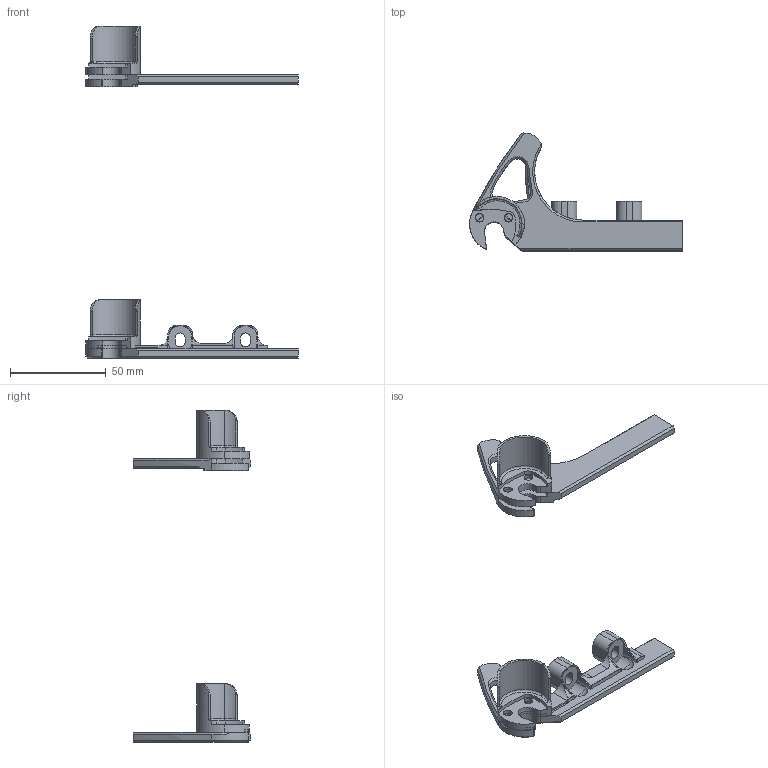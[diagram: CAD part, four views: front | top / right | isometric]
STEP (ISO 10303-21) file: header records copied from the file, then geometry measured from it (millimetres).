
FILE_DESCRIPTION (( 'STEP AP214' ), '1' );
FILE_NAME ('DR2070.STEP', '2017-09-07T20:00:39', ( 'Accounting' ), ( 'Microsoft' ), 'SwSTEP 2.0', 'SolidWorks 2017', '' );
FILE_SCHEMA (( 'AUTOMOTIVE_DESIGN' ));
Length unit declared in the file: millimetre
Products named in the file (4): DR2070R; DR2070L; BK2070; DR2070
Assembly tree (3 placements, depth 2):
  DR2070
    BK2070
    DR2070L
    DR2070R
Bounding box: 110.92 x 61.27 x 173.1 mm (x, y, z)
Volume: 31901.4 mm3; surface area: 22391.8 mm2
Topology: 9 solids, 9 shells, 309 faces, 813 edges, 522 vertices
Faces by surface type: cylinder 138, plane 96, cone 57, torus 13, bspline 5
Entity records: 10523 total; most frequent: CARTESIAN_POINT 2580, DIRECTION 1652, ORIENTED_EDGE 1626, EDGE_CURVE 813, AXIS2_PLACEMENT_3D 630, VERTEX_POINT 522, LINE 392, VECTOR 392
